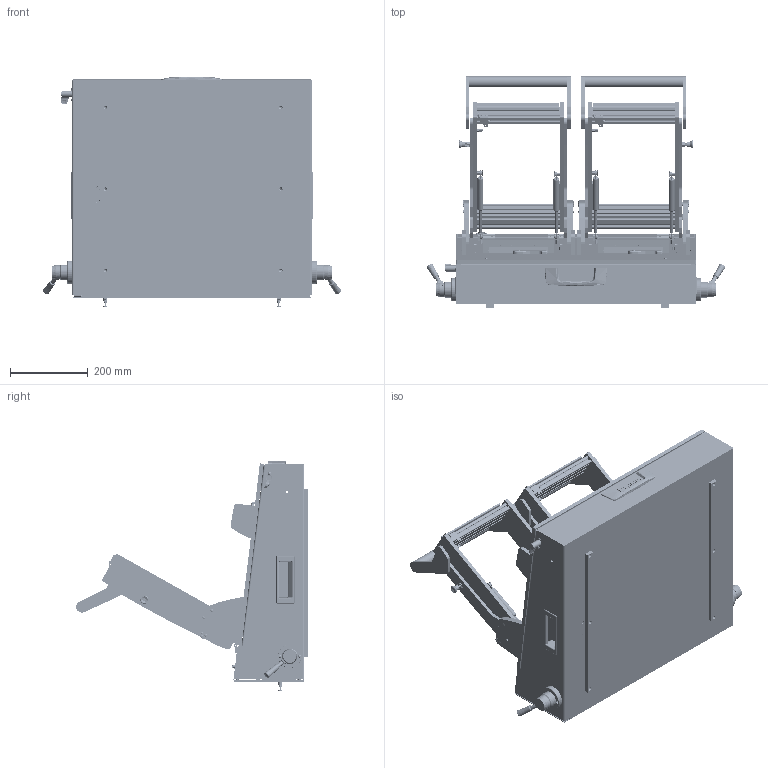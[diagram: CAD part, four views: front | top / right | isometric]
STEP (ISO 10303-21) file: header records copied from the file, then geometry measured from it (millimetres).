
FILE_DESCRIPTION (( 'STEP AP214' ), '1' );
FILE_NAME ('INGUN_48850_open.STEP', '2021-03-02T14:11:54', ( '' ), ( '' ), 'SwSTEP 2.0', 'SolidWorks 2018', '' );
FILE_SCHEMA (( 'AUTOMOTIVE_DESIGN' ));
Length unit declared in the file: millimetre
Products named in the file (129): 39891~3_KUNDE<S>; 17364~2; 35717~0_S; 40569~1_S; 17365~0; 48565~1_S; 30984~0_S; 38786~1; 38828~0; 55712~0_KUNDE<S>; 34328~1_S; 30112~0; 30758_02~0_S; 48726~2_S; 20902~0; 38752~3_S; 109933~0_KUNDE<S>; 48728~1_S; 110443~0_S; 2528~0; 30758~0_S; 109950~0_KUNDE<S>; DIN7991~n_M05,0x016; 39893~3_KUNDE<S>; ISO7380~n_M04,0x020; 21332_02~0; 109949~0_KUNDE<S>; DIN7991~n_M05,0x020; 53836~2_KUNDE<S>; 8804~0; 32578~1_S; 31194~0; 4938~0; ASR~-a-s-r_拱04,2x07x拌8; ISO7380~n_M05,0x030; 36201~3_S; ISO7380~n_M04,0x008; 110322~4_S; K_02037~0; 21332_01~0 ...
Assembly tree (459 placements, depth 5):
  INGUN_48850_open
    38752~3_S
      38825~5
      30758~0_S  x2
        30758_01~0_S
        30758_02~0_S
      20902~0
      21332~0_MA 2112<Standard>
        21332_02~0
        21332_01~0
      53032~0_S
      32171~0_S
      32462~0_S
      17500~2  x2
      17365~0  x2
      29805~4_geschlossen<S>
        110322~4_S
        110705~1_S
        30984~0_S
        110231~1_S
        110443~0_S
        30112~0
        ISO7380~n_M05,0x030
        ISO7380~n_M04,0x008  x2
        DIN914~n_M04,0x05
      35334~0_S
      DIN7991~n_M05,0x012  x2
      8804~0
      DIN7991~n_M05,0x016
      DIN125~n_05,3 M05,0 Fase  x2
      DIN985-A2~n_M05,0  x3
    48826~1_S
      38828~0
      11889~2  x2
      37133~0_S  x36
      17195~2
      17364~2
      17265~3  x2
      17403~0  x2
      38826~0  x2
      17401~0  x2
      17267~2  x2
      17287~0  x2
      18410~0  x2
      11467~0
      10600~0_S  x2
      17285~0_S  x8
      ISO7380~n_M02,5x008  x36
      ISO7380~n_M04,0x010  x34
      ISO7380~n_M04,0x008  x2
      ISO7380~n_M04,0x012  x8
      26724~0  x2
      DIN934~n_M04,0  x2
      3283~0  x2
      10998~0  x2
      4938~0  x4
    40900~6_KUNDE offen<S>
      109779~0_offen<S>
        39945~10_S
        2281~0_180ø<Standard>  x3
Bounding box: 765.6 x 595.12 x 593.06 mm (x, y, z)
Volume: 8508742.8 mm3; surface area: 4343981.9 mm2
Topology: 505 solids, 505 shells, 13775 faces, 34717 edges, 22188 vertices
Faces by surface type: cylinder 6676, plane 4613, cone 1624, torus 358, bspline 342, sphere 162
Entity records: 177340 total; most frequent: CARTESIAN_POINT 39876, DIRECTION 27616, ORIENTED_EDGE 25110, EDGE_CURVE 12555, AXIS2_PLACEMENT_3D 10503, VERTEX_POINT 8119, LINE 6610, VECTOR 6610
